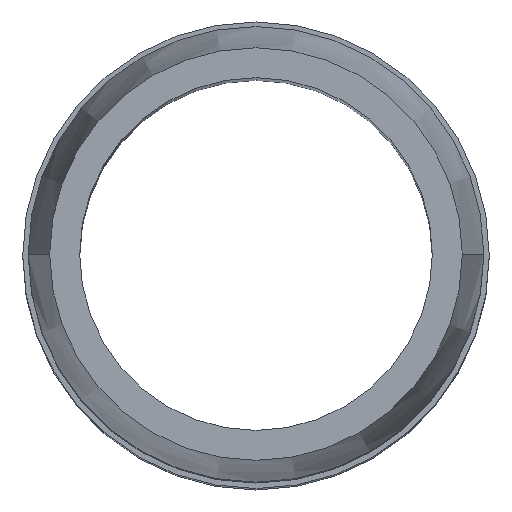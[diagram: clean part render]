
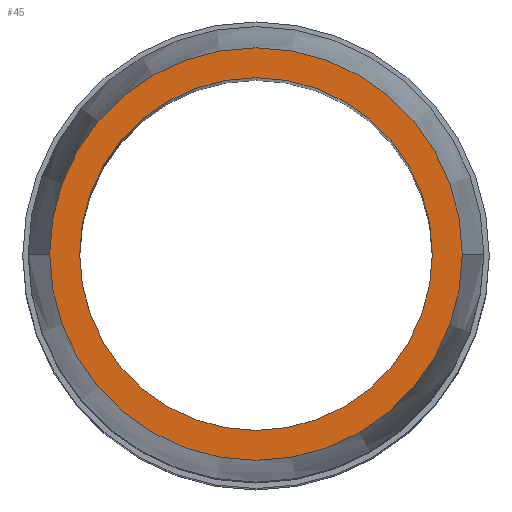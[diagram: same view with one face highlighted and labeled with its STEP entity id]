
A CAD part, top view. The second image highlights one B-rep face of the part: STEP entity #45.
In plain terms, the highlighted planar face has unit normal (0, 0, 1).
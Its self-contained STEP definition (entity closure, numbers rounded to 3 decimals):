
#14 = EDGE_LOOP ( 'NONE', ( #85, #90 ) ) ;
#23 = EDGE_CURVE ( 'NONE', #205, #212, #341, .T. ) ;
#45 = ADVANCED_FACE ( 'NONE', ( #382, #381 ), #376, .F. ) ;
#46 = ORIENTED_EDGE ( 'NONE', *, *, #23, .T. ) ;
#83 = EDGE_CURVE ( 'NONE', #278, #217, #424, .T. ) ;
#85 = ORIENTED_EDGE ( 'NONE', *, *, #83, .T. ) ;
#90 = ORIENTED_EDGE ( 'NONE', *, *, #289, .T. ) ;
#91 = EDGE_LOOP ( 'NONE', ( #46, #92 ) ) ;
#92 = ORIENTED_EDGE ( 'NONE', *, *, #211, .T. ) ;
#205 = VERTEX_POINT ( 'NONE', #624 ) ;
#211 = EDGE_CURVE ( 'NONE', #212, #205, #671, .T. ) ;
#212 = VERTEX_POINT ( 'NONE', #657 ) ;
#217 = VERTEX_POINT ( 'NONE', #636 ) ;
#278 = VERTEX_POINT ( 'NONE', #787 ) ;
#289 = EDGE_CURVE ( 'NONE', #217, #278, #785, .T. ) ;
#314 = DIRECTION ( 'NONE',  ( -1., 0., 0. ) ) ;
#315 = DIRECTION ( 'NONE',  ( 0., 0., -1. ) ) ;
#316 = CARTESIAN_POINT ( 'NONE',  ( 0., 10.65, 0. ) ) ;
#317 = AXIS2_PLACEMENT_3D ( 'NONE', #316, #315, #314 ) ;
#337 = DIRECTION ( 'NONE',  ( 0., 1., 0. ) ) ;
#338 = DIRECTION ( 'NONE',  ( 0., 0., -1. ) ) ;
#339 = CARTESIAN_POINT ( 'NONE',  ( 0., 0., 0. ) ) ;
#340 = AXIS2_PLACEMENT_3D ( 'NONE', #339, #338, #337 ) ;
#341 = CIRCLE ( 'NONE', #340, 8.05 ) ;
#376 = PLANE ( 'NONE',  #317 ) ;
#381 = FACE_OUTER_BOUND ( 'NONE', #14, .T. ) ;
#382 = FACE_BOUND ( 'NONE', #91, .T. ) ;
#405 = DIRECTION ( 'NONE',  ( 1., 0., 0. ) ) ;
#406 = DIRECTION ( 'NONE',  ( 0., 0., 1. ) ) ;
#407 = AXIS2_PLACEMENT_3D ( 'NONE', #478, #406, #405 ) ;
#424 = CIRCLE ( 'NONE', #407, 9.418 ) ;
#478 = CARTESIAN_POINT ( 'NONE',  ( 0., 0., 0. ) ) ;
#624 = CARTESIAN_POINT ( 'NONE',  ( 0., 8.05, 0. ) ) ;
#636 = CARTESIAN_POINT ( 'NONE',  ( 9.418, 0., 0. ) ) ;
#657 = CARTESIAN_POINT ( 'NONE',  ( 0., -8.05, 0. ) ) ;
#658 = DIRECTION ( 'NONE',  ( 0., 1., 0. ) ) ;
#659 = DIRECTION ( 'NONE',  ( 0., 0., -1. ) ) ;
#660 = AXIS2_PLACEMENT_3D ( 'NONE', #670, #659, #658 ) ;
#670 = CARTESIAN_POINT ( 'NONE',  ( 0., 0., 0. ) ) ;
#671 = CIRCLE ( 'NONE', #660, 8.05 ) ;
#734 = DIRECTION ( 'NONE',  ( 1., 0., 0. ) ) ;
#735 = DIRECTION ( 'NONE',  ( 0., 0., 1. ) ) ;
#736 = CARTESIAN_POINT ( 'NONE',  ( 0., 0., 0. ) ) ;
#737 = AXIS2_PLACEMENT_3D ( 'NONE', #736, #735, #734 ) ;
#785 = CIRCLE ( 'NONE', #737, 9.418 ) ;
#787 = CARTESIAN_POINT ( 'NONE',  ( -9.418, 0., 0. ) ) ;
